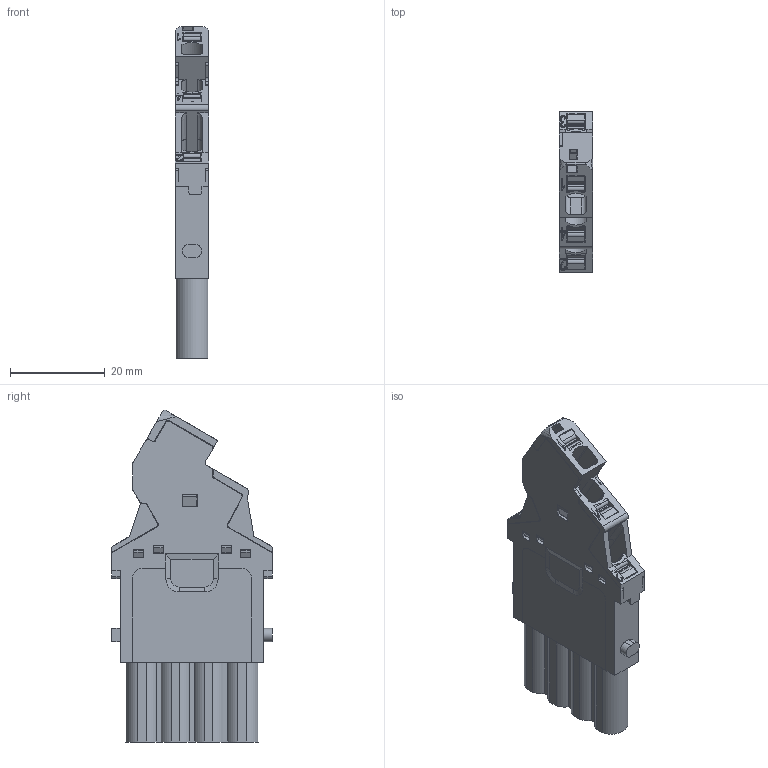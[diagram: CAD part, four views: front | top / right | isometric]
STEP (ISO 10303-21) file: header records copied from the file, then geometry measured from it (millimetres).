
FILE_DESCRIPTION(('CATIA V5 STEP Exchange','CAx-IF Rec.Pracs.--- Model Styling and Organization---1.4--- 2014-01-23'),'2;1');
FILE_NAME ('703106-3_1', '2019-09-03T13:53:37+00:00', ('none'), ('Weidmueller'), 'CATIA Version 5-6 Release 2016 SP3 HF44', 'CATIA V5 STEP AP214', 'none');
FILE_SCHEMA(('AUTOMOTIVE_DESIGN { 1 0 10303 214 1 1 1 1 }'));
Length unit declared in the file: millimetre
Products named in the file (1): 2635990000
Bounding box: 7.15 x 34 x 70.16 mm (x, y, z)
Volume: 9619.4 mm3; surface area: 14571 mm2
Topology: 9 solids, 12 shells, 1331 faces, 3663 edges, 2376 vertices
Faces by surface type: plane 801, cylinder 300, cone 124, extrusion 63, bspline 32, torus 8, sphere 3
Entity records: 42013 total; most frequent: CARTESIAN_POINT 10689, ORIENTED_EDGE 7302, DIRECTION 4976, EDGE_CURVE 3651, VECTOR 2475, LINE 2412, VERTEX_POINT 2376, AXIS2_PLACEMENT_3D 1585
